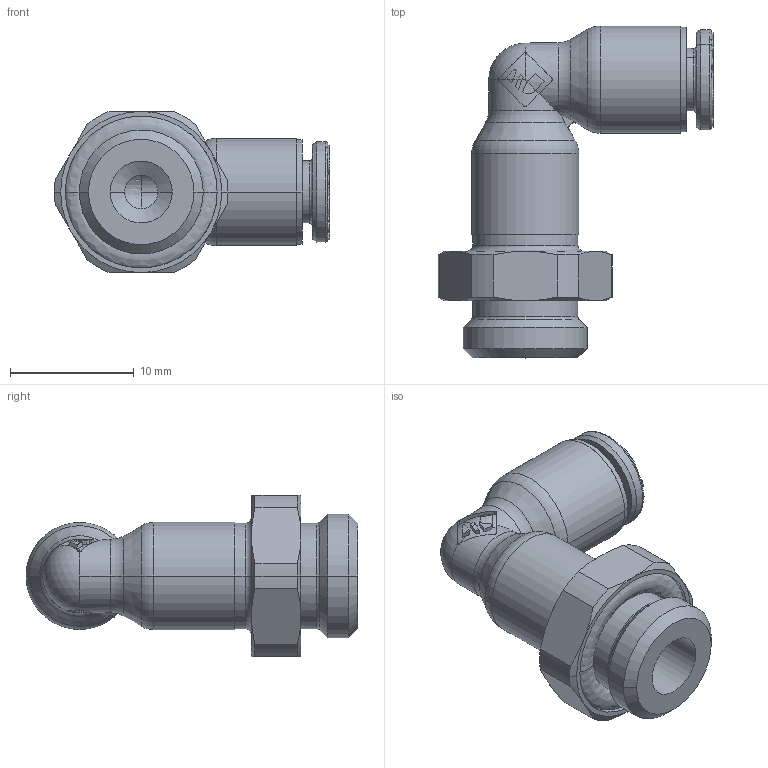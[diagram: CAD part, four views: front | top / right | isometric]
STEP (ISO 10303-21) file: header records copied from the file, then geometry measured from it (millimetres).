
FILE_DESCRIPTION(('STEP AP214'),'1');
FILE_NAME('6899_04_10.stp','2016-07-07T14:52:02',('TraceParts'),('TraceParts S.A.'),'Spatial InterOp 3D',' ',' ');
FILE_SCHEMA(('automotive_design'));
Length unit declared in the file: millimetre
Products named in the file (5): 44104-64_ASM-1/44124-20-1-solid1; 44524-02-1-solid1; 23954-24-ASM-8_5-12_25-0_9-1-solid1; 44104-64_ASM-1/44104-26-1-solid1; 44210-13-69_AF0-1-solid1
Bounding box: 22.19 x 26.77 x 13 mm (x, y, z)
Volume: 1618 mm3; surface area: 2829.6 mm2
Topology: 5 solids, 5 shells, 613 faces, 1630 edges, 1043 vertices
Faces by surface type: plane 230, cylinder 124, bspline 109, torus 74, cone 67, sphere 9
Entity records: 26349 total; most frequent: CARTESIAN_POINT 6792, ORIENTED_EDGE 3248, DIRECTION 2774, EDGE_CURVE 1624, AXIS2_PLACEMENT_3D 1049, VERTEX_POINT 1042, LINE 676, VECTOR 676
